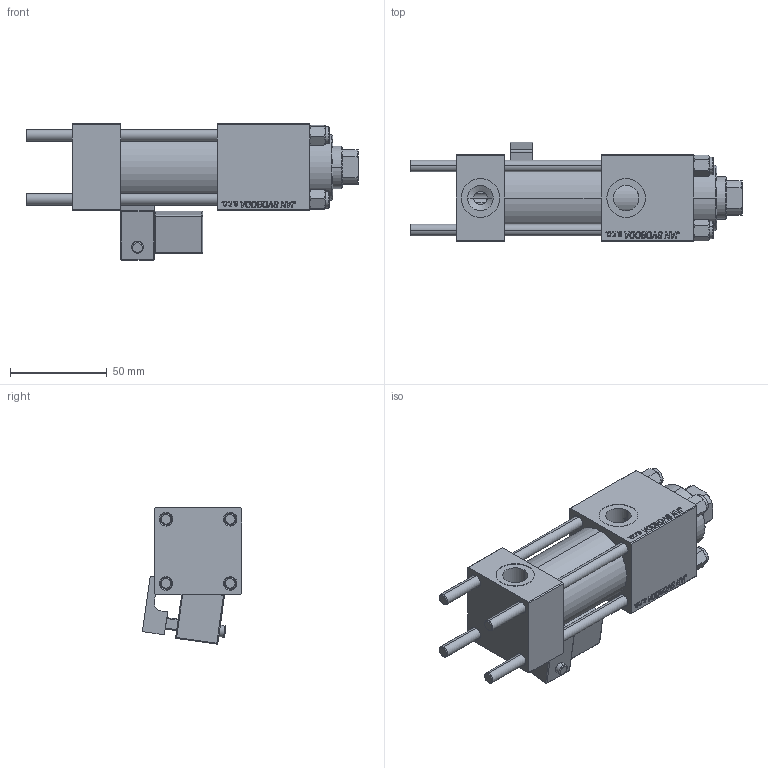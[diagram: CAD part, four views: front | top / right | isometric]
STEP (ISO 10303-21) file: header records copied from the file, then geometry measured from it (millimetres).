
FILE_DESCRIPTION (( 'STEP AP203' ), '1' );
FILE_NAME ('94ba.STEP', '2022-10-03T15:04:16', ( '' ), ( '' ), 'SwSTEP 2.0', 'SolidWorks 2019', '' );
FILE_SCHEMA (( 'CONFIG_CONTROL_DESIGN' ));
Length unit declared in the file: millimetre
Products named in the file (7): NUT_M5 659e96392498029591a1f09fb515cc53; V215_VC_A 659e96392498029591a1f09fb515cc53; V215CR_VCP 659e96392498029591a1f09fb515cc53; V215CR_BODY_A 659e96392498029591a1f09fb515cc53; V215CR_MSU 659e96392498029591a1f09fb515cc53; CR025_012_A_0_G_A_G_M_020_+#_##_TYCINKA 659e96392498029591a1f09fb515cc53; 94ba
Assembly tree (12 placements, depth 2):
  94ba
    V215CR_BODY_A 659e96392498029591a1f09fb515cc53
    CR025_012_A_0_G_A_G_M_020_+#_##_TYCINKA 659e96392498029591a1f09fb515cc53  x4
    NUT_M5 659e96392498029591a1f09fb515cc53  x4
    V215CR_VCP 659e96392498029591a1f09fb515cc53
    V215_VC_A 659e96392498029591a1f09fb515cc53
    V215CR_MSU 659e96392498029591a1f09fb515cc53
Bounding box: 172 x 51.41 x 70.58 mm (x, y, z)
Volume: 234436.2 mm3; surface area: 83308.5 mm2
Topology: 12 solids, 12 shells, 1218 faces, 3052 edges, 1959 vertices
Faces by surface type: plane 552, bspline 392, cone 136, cylinder 112, torus 14, sphere 12
Entity records: 52293 total; most frequent: CARTESIAN_POINT 27439, ORIENTED_EDGE 5572, DIRECTION 3666, EDGE_CURVE 2786, VERTEX_POINT 1815, VECTOR 1694, LINE 1694, EDGE_LOOP 1231
